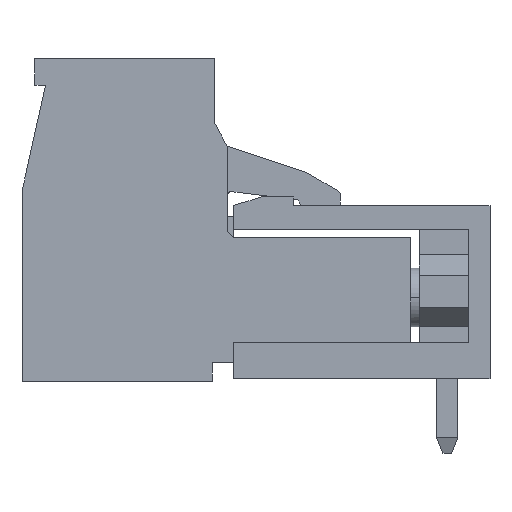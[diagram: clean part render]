
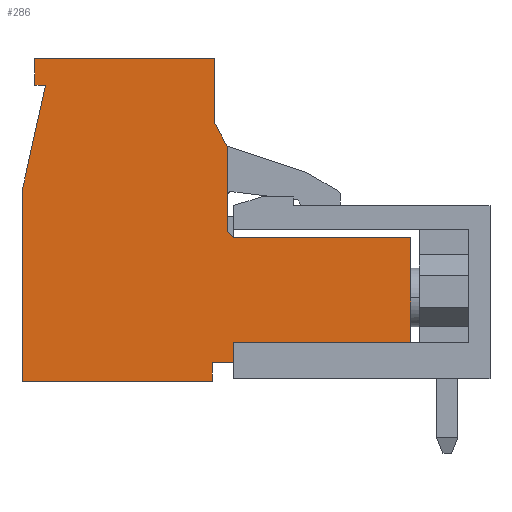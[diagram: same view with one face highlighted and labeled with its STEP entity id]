
A CAD part, left-side view. The second image highlights one B-rep face of the part: STEP entity #286.
In plain terms, the highlighted face is planar.
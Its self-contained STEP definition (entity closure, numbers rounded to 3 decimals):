
#286=ADVANCED_FACE('',(#1141),#12773,.T.);
#1141=FACE_OUTER_BOUND('',#1932,.T.);
#1932=EDGE_LOOP('',(#3551,#3552,#3553,#3554,#3555,#3556,#3557,#3558,#3559,
#3560,#3561,#3562,#3563,#3564,#3565,#3566));
#3551=ORIENTED_EDGE('',*,*,#7289,.F.);
#3552=ORIENTED_EDGE('',*,*,#7357,.F.);
#3553=ORIENTED_EDGE('',*,*,#7434,.F.);
#3554=ORIENTED_EDGE('',*,*,#7251,.F.);
#3555=ORIENTED_EDGE('',*,*,#7266,.F.);
#3556=ORIENTED_EDGE('',*,*,#7358,.F.);
#3557=ORIENTED_EDGE('',*,*,#7359,.F.);
#3558=ORIENTED_EDGE('',*,*,#7360,.F.);
#3559=ORIENTED_EDGE('',*,*,#7361,.F.);
#3560=ORIENTED_EDGE('',*,*,#7544,.F.);
#3561=ORIENTED_EDGE('',*,*,#7362,.F.);
#3562=ORIENTED_EDGE('',*,*,#7363,.F.);
#3563=ORIENTED_EDGE('',*,*,#7364,.F.);
#3564=ORIENTED_EDGE('',*,*,#7335,.F.);
#3565=ORIENTED_EDGE('',*,*,#7355,.F.);
#3566=ORIENTED_EDGE('',*,*,#7356,.F.);
#7251=EDGE_CURVE('',#11395,#11396,#9566,.T.);
#7266=EDGE_CURVE('',#11408,#11395,#9581,.T.);
#7289=EDGE_CURVE('',#11458,#11459,#9604,.T.);
#7335=EDGE_CURVE('',#11491,#11492,#9650,.T.);
#7355=EDGE_CURVE('',#11500,#11491,#9661,.T.);
#7356=EDGE_CURVE('',#11459,#11500,#9662,.T.);
#7357=EDGE_CURVE('',#11501,#11458,#9663,.T.);
#7358=EDGE_CURVE('',#11502,#11408,#9664,.T.);
#7359=EDGE_CURVE('',#11503,#11502,#9665,.T.);
#7360=EDGE_CURVE('',#11504,#11503,#9666,.T.);
#7361=EDGE_CURVE('',#11505,#11504,#9667,.T.);
#7362=EDGE_CURVE('',#11507,#11506,#9668,.T.);
#7363=EDGE_CURVE('',#11508,#11507,#9669,.T.);
#7364=EDGE_CURVE('',#11492,#11508,#9670,.T.);
#7434=EDGE_CURVE('',#11396,#11501,#9738,.T.);
#7544=EDGE_CURVE('',#11506,#11505,#9841,.T.);
#9566=B_SPLINE_CURVE_WITH_KNOTS('',1,(#19078,#19079),.UNSPECIFIED.,.F.,
 .F.,(2,2),(0.,3.975),.UNSPECIFIED.);
#9581=B_SPLINE_CURVE_WITH_KNOTS('',1,(#19108,#19109),.UNSPECIFIED.,.F.,
 .F.,(2,2),(0.,1.253),.UNSPECIFIED.);
#9604=B_SPLINE_CURVE_WITH_KNOTS('',1,(#19154,#19155),.UNSPECIFIED.,.F.,
 .F.,(2,2),(0.,4.9),.UNSPECIFIED.);
#9650=B_SPLINE_CURVE_WITH_KNOTS('',1,(#19246,#19247),.UNSPECIFIED.,.F.,
 .F.,(2,2),(0.,1.),.UNSPECIFIED.);
#9661=B_SPLINE_CURVE_WITH_KNOTS('',1,(#19301,#19302),.UNSPECIFIED.,.F.,
 .F.,(2,2),(0.,0.95),.UNSPECIFIED.);
#9662=B_SPLINE_CURVE_WITH_KNOTS('',1,(#19303,#19304),.UNSPECIFIED.,.F.,
 .F.,(2,2),(-8.3,0.),.UNSPECIFIED.);
#9663=B_SPLINE_CURVE_WITH_KNOTS('',1,(#19305,#19306),.UNSPECIFIED.,.F.,
 .F.,(2,2),(-8.3,0.),.UNSPECIFIED.);
#9664=B_SPLINE_CURVE_WITH_KNOTS('',1,(#19307,#19308),.UNSPECIFIED.,.F.,
 .F.,(2,2),(-3.,0.),.UNSPECIFIED.);
#9665=B_SPLINE_CURVE_WITH_KNOTS('',1,(#19309,#19310),.UNSPECIFIED.,.F.,
 .F.,(2,2),(-8.4,0.),.UNSPECIFIED.);
#9666=B_SPLINE_CURVE_WITH_KNOTS('',1,(#19311,#19312),.UNSPECIFIED.,.F.,
 .F.,(2,2),(-1.25,0.),.UNSPECIFIED.);
#9667=B_SPLINE_CURVE_WITH_KNOTS('',1,(#19313,#19314),.UNSPECIFIED.,.F.,
 .F.,(2,2),(-0.5,0.),.UNSPECIFIED.);
#9668=B_SPLINE_CURVE_WITH_KNOTS('',1,(#19315,#19316),.UNSPECIFIED.,.F.,
 .F.,(2,2),(-8.9,0.),.UNSPECIFIED.);
#9669=B_SPLINE_CURVE_WITH_KNOTS('',1,(#19317,#19318),.UNSPECIFIED.,.F.,
 .F.,(2,2),(-8.9,0.),.UNSPECIFIED.);
#9670=B_SPLINE_CURVE_WITH_KNOTS('',1,(#19319,#19320),.UNSPECIFIED.,.F.,
 .F.,(2,2),(-0.875,0.),.UNSPECIFIED.);
#9738=B_SPLINE_CURVE_WITH_KNOTS('',1,(#19461,#19462),.UNSPECIFIED.,.F.,
 .F.,(2,2),(0.,0.424),.UNSPECIFIED.);
#9841=B_SPLINE_CURVE_WITH_KNOTS('',1,(#19694,#19695),.UNSPECIFIED.,.F.,
 .F.,(2,2),(0.,5.071),.UNSPECIFIED.);
#11395=VERTEX_POINT('',#18462);
#11396=VERTEX_POINT('',#18463);
#11408=VERTEX_POINT('',#18475);
#11458=VERTEX_POINT('',#18525);
#11459=VERTEX_POINT('',#18526);
#11491=VERTEX_POINT('',#18558);
#11492=VERTEX_POINT('',#18559);
#11500=VERTEX_POINT('',#18567);
#11501=VERTEX_POINT('',#18568);
#11502=VERTEX_POINT('',#18569);
#11503=VERTEX_POINT('',#18570);
#11504=VERTEX_POINT('',#18571);
#11505=VERTEX_POINT('',#18572);
#11506=VERTEX_POINT('',#18573);
#11507=VERTEX_POINT('',#18574);
#11508=VERTEX_POINT('',#18575);
#12773=PLANE('',#13641);
#13641=AXIS2_PLACEMENT_3D('',#17371,#14336,$);
#14336=DIRECTION('',(1.,0.,0.));
#17371=CARTESIAN_POINT('',(10.16,-6.282,-5.972));
#18462=CARTESIAN_POINT('',(10.16,5.15,6.55));
#18463=CARTESIAN_POINT('',(10.16,5.15,2.575));
#18475=CARTESIAN_POINT('',(10.16,4.55,7.65));
#18525=CARTESIAN_POINT('',(10.16,13.75,2.275));
#18526=CARTESIAN_POINT('',(10.16,13.75,-2.625));
#18558=CARTESIAN_POINT('',(10.16,5.45,-3.575));
#18559=CARTESIAN_POINT('',(10.16,4.45,-3.575));
#18567=CARTESIAN_POINT('',(10.16,5.45,-2.625));
#18568=CARTESIAN_POINT('',(10.16,5.45,2.275));
#18569=CARTESIAN_POINT('',(10.16,4.55,10.65));
#18570=CARTESIAN_POINT('',(10.16,-3.85,10.65));
#18571=CARTESIAN_POINT('',(10.16,-3.85,9.4));
#18572=CARTESIAN_POINT('',(10.16,-3.35,9.4));
#18573=CARTESIAN_POINT('',(10.16,-4.45,4.45));
#18574=CARTESIAN_POINT('',(10.16,-4.45,-4.45));
#18575=CARTESIAN_POINT('',(10.16,4.45,-4.45));
#19078=CARTESIAN_POINT('',(10.16,5.15,6.55));
#19079=CARTESIAN_POINT('',(10.16,5.15,2.575));
#19108=CARTESIAN_POINT('',(10.16,4.55,7.65));
#19109=CARTESIAN_POINT('',(10.16,5.15,6.55));
#19154=CARTESIAN_POINT('',(10.16,13.75,2.275));
#19155=CARTESIAN_POINT('',(10.16,13.75,-2.625));
#19246=CARTESIAN_POINT('',(10.16,5.45,-3.575));
#19247=CARTESIAN_POINT('',(10.16,4.45,-3.575));
#19301=CARTESIAN_POINT('',(10.16,5.45,-2.625));
#19302=CARTESIAN_POINT('',(10.16,5.45,-3.575));
#19303=CARTESIAN_POINT('',(10.16,13.75,-2.625));
#19304=CARTESIAN_POINT('',(10.16,5.45,-2.625));
#19305=CARTESIAN_POINT('',(10.16,5.45,2.275));
#19306=CARTESIAN_POINT('',(10.16,13.75,2.275));
#19307=CARTESIAN_POINT('',(10.16,4.55,10.65));
#19308=CARTESIAN_POINT('',(10.16,4.55,7.65));
#19309=CARTESIAN_POINT('',(10.16,-3.85,10.65));
#19310=CARTESIAN_POINT('',(10.16,4.55,10.65));
#19311=CARTESIAN_POINT('',(10.16,-3.85,9.4));
#19312=CARTESIAN_POINT('',(10.16,-3.85,10.65));
#19313=CARTESIAN_POINT('',(10.16,-3.35,9.4));
#19314=CARTESIAN_POINT('',(10.16,-3.85,9.4));
#19315=CARTESIAN_POINT('',(10.16,-4.45,-4.45));
#19316=CARTESIAN_POINT('',(10.16,-4.45,4.45));
#19317=CARTESIAN_POINT('',(10.16,4.45,-4.45));
#19318=CARTESIAN_POINT('',(10.16,-4.45,-4.45));
#19319=CARTESIAN_POINT('',(10.16,4.45,-3.575));
#19320=CARTESIAN_POINT('',(10.16,4.45,-4.45));
#19461=CARTESIAN_POINT('',(10.16,5.15,2.575));
#19462=CARTESIAN_POINT('',(10.16,5.45,2.275));
#19694=CARTESIAN_POINT('',(10.16,-4.45,4.45));
#19695=CARTESIAN_POINT('',(10.16,-3.35,9.4));
